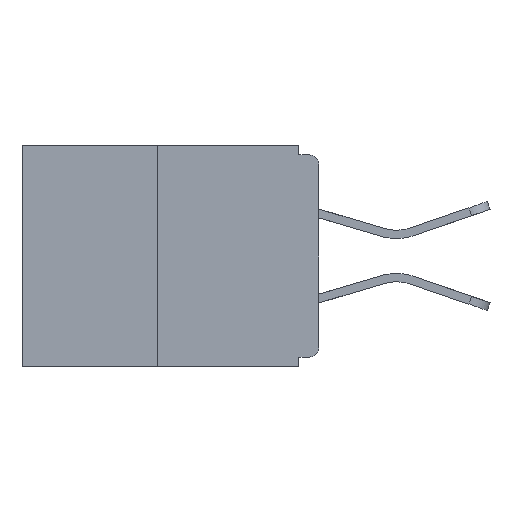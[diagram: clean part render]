
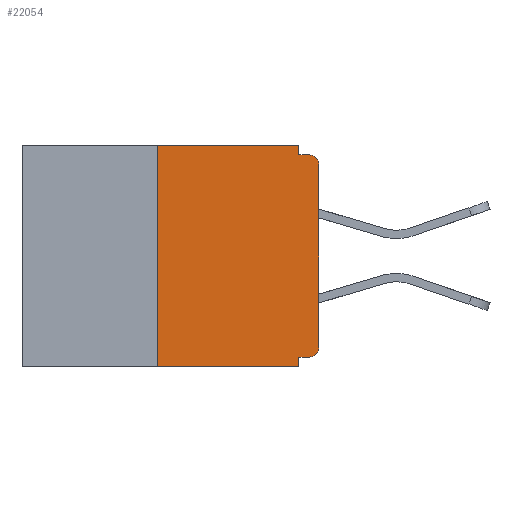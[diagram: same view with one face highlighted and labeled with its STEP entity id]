
A CAD part, left-side view. The second image highlights one B-rep face of the part: STEP entity #22054.
In plain terms, the highlighted planar face has unit normal (-1, 0, 0).
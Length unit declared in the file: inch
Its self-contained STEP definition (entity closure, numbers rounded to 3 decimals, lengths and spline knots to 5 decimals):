
#342 = CARTESIAN_POINT ( 'NONE',  ( 0., 0.015, -0.313 ) ) ;
#627 = ORIENTED_EDGE ( 'NONE', *, *, #2345, .T. ) ;
#1060 = VERTEX_POINT ( 'NONE', #21688 ) ;
#1719 = PLANE ( 'NONE',  #11356 ) ;
#2176 = ORIENTED_EDGE ( 'NONE', *, *, #28467, .F. ) ;
#2244 = CARTESIAN_POINT ( 'NONE',  ( 0., 0.015, -0.03 ) ) ;
#2345 = EDGE_CURVE ( 'NONE', #24778, #15541, #10588, .T. ) ;
#2577 = ORIENTED_EDGE ( 'NONE', *, *, #27306, .F. ) ;
#2824 = EDGE_CURVE ( 'NONE', #1060, #13576, #11429, .T. ) ;
#4088 = VECTOR ( 'NONE', #4635, 39.37008 ) ;
#4635 = DIRECTION ( 'NONE',  ( 0., -1., 0. ) ) ;
#4747 = CARTESIAN_POINT ( 'NONE',  ( 0., 0.25, 0. ) ) ;
#4970 = CARTESIAN_POINT ( 'NONE',  ( 0., 0.46, 0. ) ) ;
#5144 = CARTESIAN_POINT ( 'NONE',  ( 0., 0.031, 0. ) ) ;
#5336 = CARTESIAN_POINT ( 'NONE',  ( 0., 0.031, 0. ) ) ;
#5568 = DIRECTION ( 'NONE',  ( 0., 0., 1. ) ) ;
#6155 = VECTOR ( 'NONE', #25874, 39.37008 ) ;
#6508 = EDGE_CURVE ( 'NONE', #10924, #10461, #20668, .T. ) ;
#6563 = CARTESIAN_POINT ( 'NONE',  ( 0., 0.46, -0.343 ) ) ;
#6632 = CARTESIAN_POINT ( 'NONE',  ( 0., 0.031, -0.015 ) ) ;
#7083 = DIRECTION ( 'NONE',  ( 1., 0., 0. ) ) ;
#7289 = DIRECTION ( 'NONE',  ( 0., 0., -1. ) ) ;
#7298 = CARTESIAN_POINT ( 'NONE',  ( 0., 0., -0.03 ) ) ;
#7649 = LINE ( 'NONE', #16861, #22654 ) ;
#7700 = EDGE_CURVE ( 'NONE', #1060, #15153, #7649, .T. ) ;
#9183 = CARTESIAN_POINT ( 'NONE',  ( 0., 0.031, -0.343 ) ) ;
#9314 = DIRECTION ( 'NONE',  ( 0., 0., -1. ) ) ;
#10037 = VECTOR ( 'NONE', #5568, 39.37008 ) ;
#10461 = VERTEX_POINT ( 'NONE', #5336 ) ;
#10486 = DIRECTION ( 'NONE',  ( 0., 1., 0. ) ) ;
#10501 = CARTESIAN_POINT ( 'NONE',  ( 0., 0., -0.015 ) ) ;
#10508 = AXIS2_PLACEMENT_3D ( 'NONE', #2244, #27110, #25719 ) ;
#10588 = LINE ( 'NONE', #6563, #4088 ) ;
#10715 = CARTESIAN_POINT ( 'NONE',  ( 0., 0.46, 0. ) ) ;
#10924 = VERTEX_POINT ( 'NONE', #13916 ) ;
#10954 = EDGE_LOOP ( 'NONE', ( #27791, #17837, #627, #2577, #12578, #11171, #17218, #14605, #2176, #17302 ) ) ;
#11068 = EDGE_CURVE ( 'NONE', #13576, #12991, #14794, .T. ) ;
#11171 = ORIENTED_EDGE ( 'NONE', *, *, #2824, .T. ) ;
#11356 = AXIS2_PLACEMENT_3D ( 'NONE', #10715, #7083, #28955 ) ;
#11429 = CIRCLE ( 'NONE', #28963, 0.015 ) ;
#12578 = ORIENTED_EDGE ( 'NONE', *, *, #7700, .F. ) ;
#12759 = VECTOR ( 'NONE', #19825, 39.37008 ) ;
#12991 = VERTEX_POINT ( 'NONE', #7298 ) ;
#13576 = VERTEX_POINT ( 'NONE', #24422 ) ;
#13916 = CARTESIAN_POINT ( 'NONE',  ( 0., 0.25, 0. ) ) ;
#14021 = DIRECTION ( 'NONE',  ( 0., -1., 0. ) ) ;
#14605 = ORIENTED_EDGE ( 'NONE', *, *, #15986, .T. ) ;
#14794 = LINE ( 'NONE', #16865, #10037 ) ;
#15153 = VERTEX_POINT ( 'NONE', #21440 ) ;
#15541 = VERTEX_POINT ( 'NONE', #9183 ) ;
#15946 = VECTOR ( 'NONE', #20709, 39.37008 ) ;
#15986 = EDGE_CURVE ( 'NONE', #12991, #25065, #21826, .T. ) ;
#16861 = CARTESIAN_POINT ( 'NONE',  ( 0., 0., -0.328 ) ) ;
#16865 = CARTESIAN_POINT ( 'NONE',  ( 0., 0., 0. ) ) ;
#16872 = LINE ( 'NONE', #5144, #6155 ) ;
#17218 = ORIENTED_EDGE ( 'NONE', *, *, #11068, .T. ) ;
#17302 = ORIENTED_EDGE ( 'NONE', *, *, #22264, .F. ) ;
#17837 = ORIENTED_EDGE ( 'NONE', *, *, #25358, .F. ) ;
#18599 = LINE ( 'NONE', #27632, #20272 ) ;
#19825 = DIRECTION ( 'NONE',  ( 0., -1., 0. ) ) ;
#20272 = VECTOR ( 'NONE', #7289, 39.37008 ) ;
#20314 = DIRECTION ( 'NONE',  ( -1., 0., 0. ) ) ;
#20668 = LINE ( 'NONE', #4970, #21694 ) ;
#20709 = DIRECTION ( 'NONE',  ( 0., 0., 1. ) ) ;
#21440 = CARTESIAN_POINT ( 'NONE',  ( 0., 0.031, -0.328 ) ) ;
#21688 = CARTESIAN_POINT ( 'NONE',  ( 0., 0.015, -0.328 ) ) ;
#21694 = VECTOR ( 'NONE', #14021, 39.37008 ) ;
#21733 = LINE ( 'NONE', #10501, #12759 ) ;
#21826 = CIRCLE ( 'NONE', #10508, 0.015 ) ;
#22054 = ADVANCED_FACE ( 'NONE', ( #24628 ), #1719, .F. ) ;
#22264 = EDGE_CURVE ( 'NONE', #10461, #22571, #16872, .T. ) ;
#22571 = VERTEX_POINT ( 'NONE', #6632 ) ;
#22654 = VECTOR ( 'NONE', #10486, 39.37008 ) ;
#22803 = LINE ( 'NONE', #4747, #15946 ) ;
#23960 = CARTESIAN_POINT ( 'NONE',  ( 0., 0.015, -0.015 ) ) ;
#24422 = CARTESIAN_POINT ( 'NONE',  ( 0., 0., -0.313 ) ) ;
#24628 = FACE_OUTER_BOUND ( 'NONE', #10954, .T. ) ;
#24778 = VERTEX_POINT ( 'NONE', #28969 ) ;
#25065 = VERTEX_POINT ( 'NONE', #23960 ) ;
#25358 = EDGE_CURVE ( 'NONE', #24778, #10924, #22803, .T. ) ;
#25719 = DIRECTION ( 'NONE',  ( 0., 0., -1. ) ) ;
#25874 = DIRECTION ( 'NONE',  ( 0., 0., -1. ) ) ;
#27110 = DIRECTION ( 'NONE',  ( -1., 0., 0. ) ) ;
#27306 = EDGE_CURVE ( 'NONE', #15153, #15541, #18599, .T. ) ;
#27632 = CARTESIAN_POINT ( 'NONE',  ( 0., 0.031, -0.343 ) ) ;
#27791 = ORIENTED_EDGE ( 'NONE', *, *, #6508, .F. ) ;
#28467 = EDGE_CURVE ( 'NONE', #22571, #25065, #21733, .T. ) ;
#28955 = DIRECTION ( 'NONE',  ( 0., 0., -1. ) ) ;
#28963 = AXIS2_PLACEMENT_3D ( 'NONE', #342, #20314, #9314 ) ;
#28969 = CARTESIAN_POINT ( 'NONE',  ( 0., 0.25, -0.343 ) ) ;
